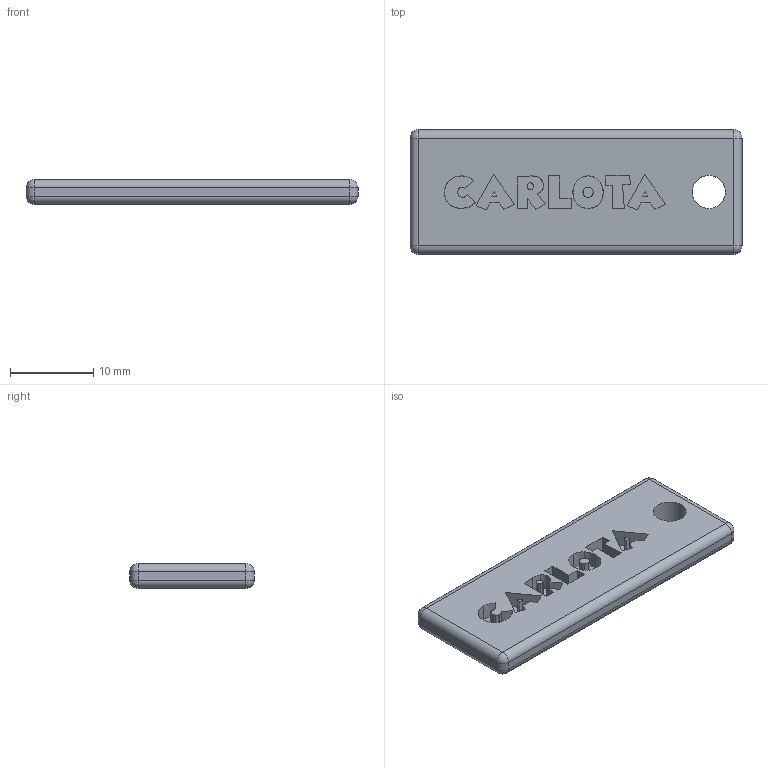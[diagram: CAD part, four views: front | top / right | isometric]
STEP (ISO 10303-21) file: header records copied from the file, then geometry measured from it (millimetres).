
FILE_DESCRIPTION(('FreeCAD Model'),'2;1');
FILE_NAME('llavero carlota.step', '2020-12-17T09:30:44',('Author'),(''), 'Open CASCADE STEP processor 7.3','FreeCAD','Unknown');
FILE_SCHEMA(('AUTOMOTIVE_DESIGN { 1 0 10303 214 1 1 1 1 }'));
Length unit declared in the file: millimetre
Products named in the file (1): Cut003
Bounding box: 40 x 15 x 3 mm (x, y, z)
Volume: 1589.9 mm3; surface area: 1662.2 mm2
Topology: 1 solids, 1 shells, 125 faces, 320 edges, 200 vertices
Faces by surface type: plane 60, extrusion 44, cylinder 13, sphere 8
Full cylindrical faces by diameter (mm): 4 x1
Entity records: 9556 total; most frequent: CARTESIAN_POINT 2907, DIRECTION 832, ORIENTED_EDGE 624, PCURVE 624, DEFINITIONAL_REPRESENTATION 624, VECTOR 614, LINE 570, B_SPLINE_CURVE_WITH_KNOTS 382
